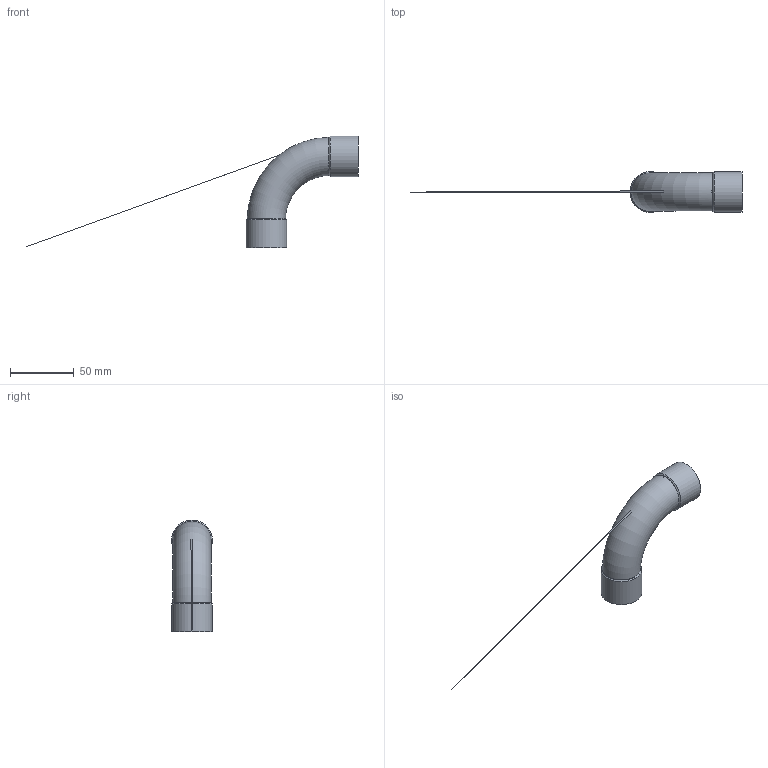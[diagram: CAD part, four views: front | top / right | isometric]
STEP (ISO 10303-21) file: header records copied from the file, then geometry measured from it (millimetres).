
FILE_DESCRIPTION(/* description */ (''),/* implementation_level */ '2;1');
FILE_NAME(/* name */ '25大弯.stp',/* time_stamp */ '2023-12-06T08:04:14+08:00',/* author */ (''),/* organization */ (''),/* preprocessor_version */ 'ST-DEVELOPER v16',/* originating_system */ 'SIEMENS PLM Software NX 10.0',/* authorisation */ '');
FILE_SCHEMA (('AUTOMOTIVE_DESIGN { 1 0 10303 214 3 1 1 1 }'));
Length unit declared in the file: millimetre
Products named in the file (1): gelv178029997xet
Bounding box: 261 x 32 x 88 mm (x, y, z)
Volume: 34789.3 mm3; surface area: 21984 mm2
Topology: 1 solids, 1 shells, 16 faces, 36 edges, 22 vertices
Faces by surface type: plane 6, cylinder 4, bspline 2, cone 2, torus 2
Full cylindrical faces by diameter (mm): 25 x2, 32 x2
Entity records: 1198 total; most frequent: CARTESIAN_POINT 903, DIRECTION 50, ORIENTED_EDGE 40, EDGE_LOOP 28, AXIS2_PLACEMENT_3D 25, FACE_BOUND 24, EDGE_CURVE 20, ADVANCED_FACE 16
